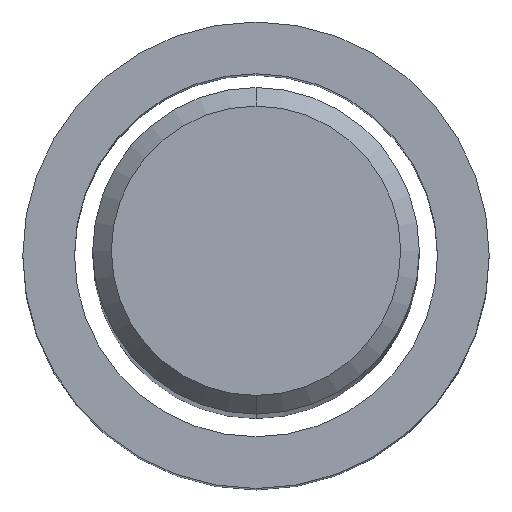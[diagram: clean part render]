
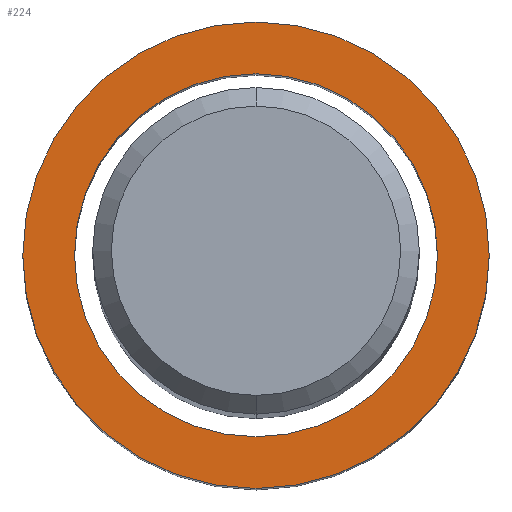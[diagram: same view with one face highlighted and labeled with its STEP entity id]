
A CAD part, top view. The second image highlights one B-rep face of the part: STEP entity #224.
In plain terms, the highlighted planar face has unit normal (0, 0, 1).
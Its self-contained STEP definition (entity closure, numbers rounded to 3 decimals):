
#224=ADVANCED_FACE('',(#527,#528),#529,.T.);
#246=VERTEX_POINT('',#554);
#248=EDGE_CURVE('',#246,#304,#556,.T.);
#266=EDGE_CURVE('',#378,#298,#575,.T.);
#298=VERTEX_POINT('',#610);
#304=VERTEX_POINT('',#616);
#378=VERTEX_POINT('',#698);
#390=EDGE_CURVE('',#298,#378,#710,.T.);
#410=EDGE_CURVE('',#304,#246,#733,.T.);
#527=FACE_OUTER_BOUND('',#916,.T.);
#528=FACE_BOUND('',#917,.T.);
#529=PLANE('',#918);
#554=CARTESIAN_POINT('',(0.0,3.891,-55.0));
#556=CIRCLE('',#956,3.891);
#575=CIRCLE('',#991,5.0);
#610=CARTESIAN_POINT('',(0.0,5.0,-55.0));
#616=CARTESIAN_POINT('',(0.,-3.891,-55.0));
#698=CARTESIAN_POINT('',(0.,-5.0,-55.0));
#710=CIRCLE('',#1227,5.0);
#733=CIRCLE('',#1289,3.891);
#916=EDGE_LOOP('',(#1481,#1482));
#917=EDGE_LOOP('',(#1483,#1484));
#918=AXIS2_PLACEMENT_3D('',#1485,#1486,#1487);
#956=AXIS2_PLACEMENT_3D('',#1518,#1519,#1520);
#991=AXIS2_PLACEMENT_3D('',#1535,#1536,#1537);
#1227=AXIS2_PLACEMENT_3D('',#1679,#1680,#1681);
#1289=AXIS2_PLACEMENT_3D('',#1711,#1712,#1713);
#1481=ORIENTED_EDGE('',*,*,#390,.F.);
#1482=ORIENTED_EDGE('',*,*,#266,.F.);
#1483=ORIENTED_EDGE('',*,*,#248,.T.);
#1484=ORIENTED_EDGE('',*,*,#410,.T.);
#1485=CARTESIAN_POINT('',(0.0,4.446,-55.0));
#1486=DIRECTION('',(-0.0,0.0,1.0));
#1487=DIRECTION('',(0.0,-1.0,0.0));
#1518=CARTESIAN_POINT('',(0.0,0.0,-55.0));
#1519=DIRECTION('',(0.0,0.0,-1.0));
#1520=DIRECTION('',(0.0,1.0,0.0));
#1535=CARTESIAN_POINT('',(0.0,0.0,-55.0));
#1536=DIRECTION('',(0.0,0.0,-1.0));
#1537=DIRECTION('',(0.0,1.0,0.0));
#1679=CARTESIAN_POINT('',(0.0,0.0,-55.0));
#1680=DIRECTION('',(0.0,0.0,-1.0));
#1681=DIRECTION('',(0.0,1.0,0.0));
#1711=CARTESIAN_POINT('',(0.0,0.0,-55.0));
#1712=DIRECTION('',(0.0,0.0,-1.0));
#1713=DIRECTION('',(0.0,1.0,0.0));
